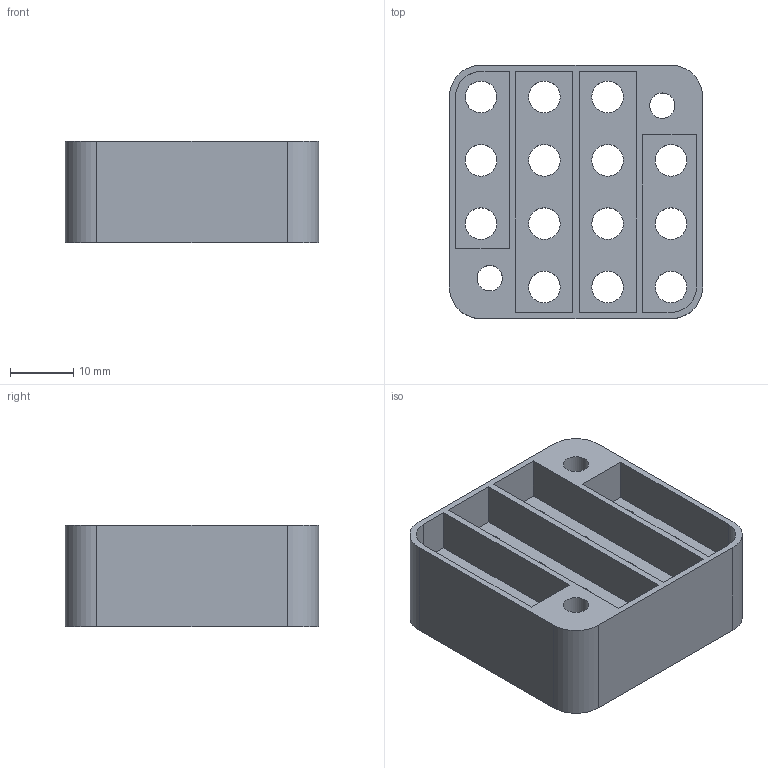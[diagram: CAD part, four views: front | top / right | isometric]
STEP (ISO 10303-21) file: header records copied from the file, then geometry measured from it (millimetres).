
FILE_DESCRIPTION(/* description */ (''),/* implementation_level */ '2;1');
FILE_NAME(/* name */ 'caster_wheel_1_inner.stp',/* time_stamp */ '2019-03-27T07:48:04+01:00',/* author */ ('Varga Daniel'),/* organization */ (''),/* preprocessor_version */ 'ST-DEVELOPER v17.2',/* originating_system */ 'Autodesk Inventor 2019',/* authorisation */ '');
FILE_SCHEMA (('AUTOMOTIVE_DESIGN { 1 0 10303 214 3 1 1 }'));
Length unit declared in the file: millimetre
Products named in the file (1): caster_wheel_1_inner
Bounding box: 40 x 40 x 16 mm (x, y, z)
Volume: 12991.6 mm3; surface area: 9929.3 mm2
Topology: 1 solids, 1 shells, 76 faces, 464 edges, 640 vertices
Faces by surface type: plane 50, cylinder 26
Full cylindrical faces by diameter (mm): 4 x2, 5 x14
Entity records: 3702 total; most frequent: CARTESIAN_POINT 1001, DIRECTION 604, ORIENTED_EDGE 408, AXIS2_PLACEMENT_3D 227, EDGE_CURVE 204, POLYLINE 164, LINE 150, VECTOR 150
